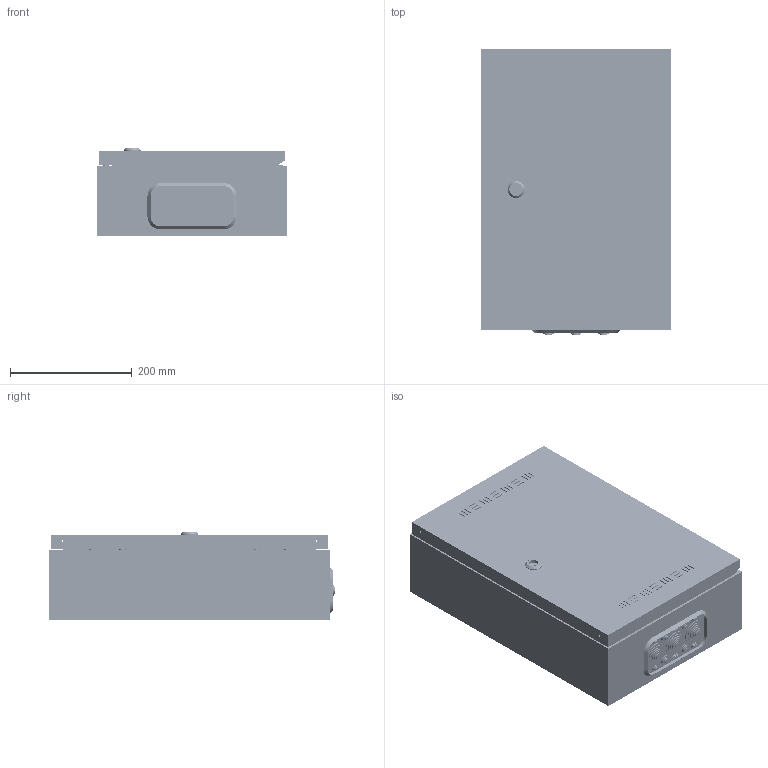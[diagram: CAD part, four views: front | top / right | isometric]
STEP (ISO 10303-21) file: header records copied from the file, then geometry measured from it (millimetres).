
FILE_DESCRIPTION (( 'STEP AP214' ), '1' );
FILE_NAME ('TI5-51-N-024-30 TITAN 5 Êîðïóñ ìóëüòèìåäèà ÙÐí-24 (1õ24) áåëûé IEK.STEP', '2024-12-06T12:42:10', ( '' ), ( '' ), 'SwSTEP 2.0', 'SolidWorks 2022', '' );
FILE_SCHEMA (( 'AUTOMOTIVE_DESIGN' ));
Length unit declared in the file: millimetre
Products named in the file (1): TI5-51-N-024-30 TITAN 5 Корпус мультимедиа ЩРн-24 (1х24) белый IEK
Bounding box: 310 x 468.17 x 144.1 mm (x, y, z)
Volume: 948137.3 mm3; surface area: 1590268.3 mm2
Topology: 38 solids, 47 shells, 7294 faces, 19663 edges, 12681 vertices
Faces by surface type: plane 3424, cylinder 2598, cone 480, bspline 470, torus 277, sphere 45
Entity records: 351658 total; most frequent: CARTESIAN_POINT 86187, ORIENTED_EDGE 39286, DIRECTION 37187, EDGE_CURVE 19643, AXIS2_PLACEMENT_3D 13128, VERTEX_POINT 12681, VECTOR 10931, LINE 10931
